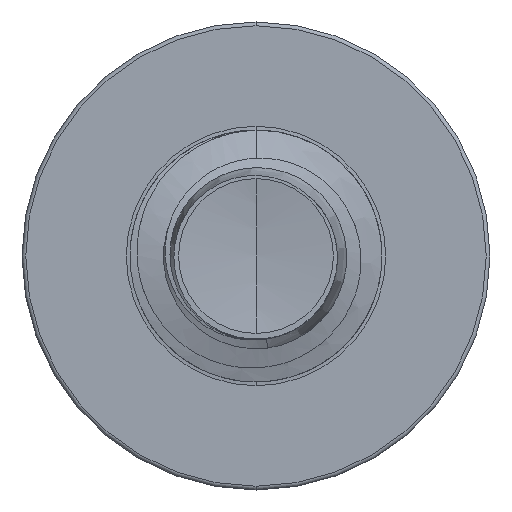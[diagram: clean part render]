
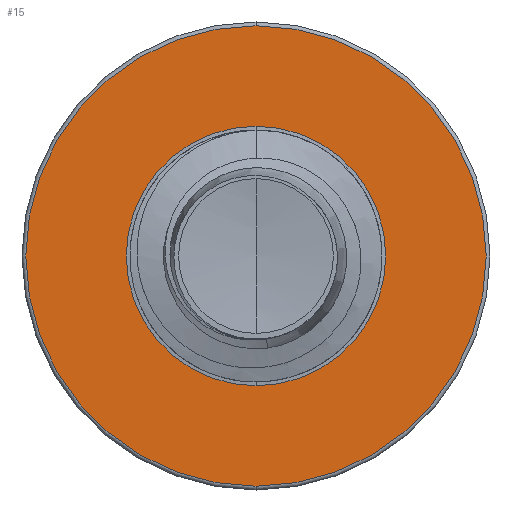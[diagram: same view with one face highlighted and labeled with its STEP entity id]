
A CAD part, front view. The second image highlights one B-rep face of the part: STEP entity #15.
In plain terms, the highlighted planar face has unit normal (0, -1, 0).
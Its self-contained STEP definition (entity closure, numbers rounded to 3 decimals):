
#15 = ADVANCED_FACE ( 'NONE', ( #9093, #10453 ), #5388, .F. ) ;
#170 = DIRECTION ( 'NONE',  ( 0., 1., 0. ) ) ;
#333 = AXIS2_PLACEMENT_3D ( 'NONE', #661, #8783, #1991 ) ;
#661 = CARTESIAN_POINT ( 'NONE',  ( 0., 3., 0. ) ) ;
#736 = CARTESIAN_POINT ( 'NONE',  ( 0., 3., -0.721 ) ) ;
#896 = VERTEX_POINT ( 'NONE', #1760 ) ;
#1489 = VERTEX_POINT ( 'NONE', #5908 ) ;
#1506 = AXIS2_PLACEMENT_3D ( 'NONE', #11983, #6620, #12968 ) ;
#1708 = ORIENTED_EDGE ( 'NONE', *, *, #10827, .F. ) ;
#1742 = VERTEX_POINT ( 'NONE', #5165 ) ;
#1760 = CARTESIAN_POINT ( 'NONE',  ( 0., 3., -0.721 ) ) ;
#1991 = DIRECTION ( 'NONE',  ( 0., 0., 1. ) ) ;
#2184 = ORIENTED_EDGE ( 'NONE', *, *, #11053, .T. ) ;
#2396 = EDGE_LOOP ( 'NONE', ( #1708, #12687 ) ) ;
#2859 = DIRECTION ( 'NONE',  ( 0., 1., 0. ) ) ;
#2876 = CIRCLE ( 'NONE', #7331, 0.721 ) ;
#3322 = CIRCLE ( 'NONE', #333, 0.721 ) ;
#3467 = AXIS2_PLACEMENT_3D ( 'NONE', #10503, #4393, #11284 ) ;
#4105 = DIRECTION ( 'NONE',  ( 0., 0., 1. ) ) ;
#4230 = CIRCLE ( 'NONE', #3467, 1.279 ) ;
#4393 = DIRECTION ( 'NONE',  ( 0., 1., 0. ) ) ;
#5165 = CARTESIAN_POINT ( 'NONE',  ( 0., 3., -1.279 ) ) ;
#5388 = PLANE ( 'NONE',  #9194 ) ;
#5908 = CARTESIAN_POINT ( 'NONE',  ( 0., 3., 0.721 ) ) ;
#6620 = DIRECTION ( 'NONE',  ( 0., 1., 0. ) ) ;
#6992 = EDGE_LOOP ( 'NONE', ( #11301, #2184 ) ) ;
#7331 = AXIS2_PLACEMENT_3D ( 'NONE', #9413, #2859, #10283 ) ;
#8783 = DIRECTION ( 'NONE',  ( 0., 1., 0. ) ) ;
#9093 = FACE_OUTER_BOUND ( 'NONE', #2396, .T. ) ;
#9194 = AXIS2_PLACEMENT_3D ( 'NONE', #736, #170, #4105 ) ;
#9256 = CIRCLE ( 'NONE', #1506, 1.279 ) ;
#9413 = CARTESIAN_POINT ( 'NONE',  ( 0., 3., 0. ) ) ;
#10283 = DIRECTION ( 'NONE',  ( 0., 0., 1. ) ) ;
#10453 = FACE_BOUND ( 'NONE', #6992, .T. ) ;
#10503 = CARTESIAN_POINT ( 'NONE',  ( 0., 3., 0. ) ) ;
#10827 = EDGE_CURVE ( 'NONE', #13528, #1742, #9256, .T. ) ;
#11053 = EDGE_CURVE ( 'NONE', #896, #1489, #2876, .T. ) ;
#11284 = DIRECTION ( 'NONE',  ( 0., 0., 1. ) ) ;
#11301 = ORIENTED_EDGE ( 'NONE', *, *, #11662, .T. ) ;
#11662 = EDGE_CURVE ( 'NONE', #1489, #896, #3322, .T. ) ;
#11672 = EDGE_CURVE ( 'NONE', #1742, #13528, #4230, .T. ) ;
#11983 = CARTESIAN_POINT ( 'NONE',  ( 0., 3., 0. ) ) ;
#12687 = ORIENTED_EDGE ( 'NONE', *, *, #11672, .F. ) ;
#12968 = DIRECTION ( 'NONE',  ( 0., 0., 1. ) ) ;
#13123 = CARTESIAN_POINT ( 'NONE',  ( 0., 3., 1.279 ) ) ;
#13528 = VERTEX_POINT ( 'NONE', #13123 ) ;
